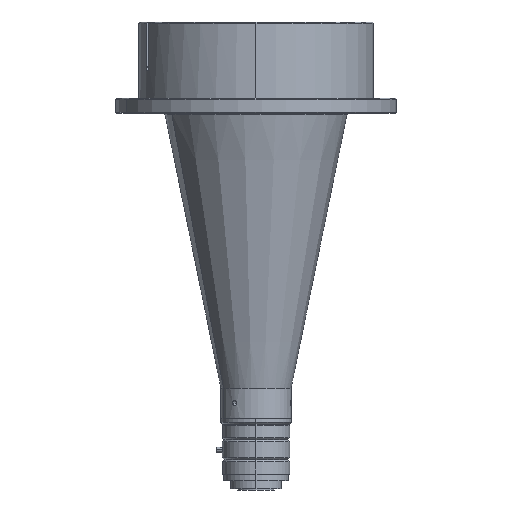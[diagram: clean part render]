
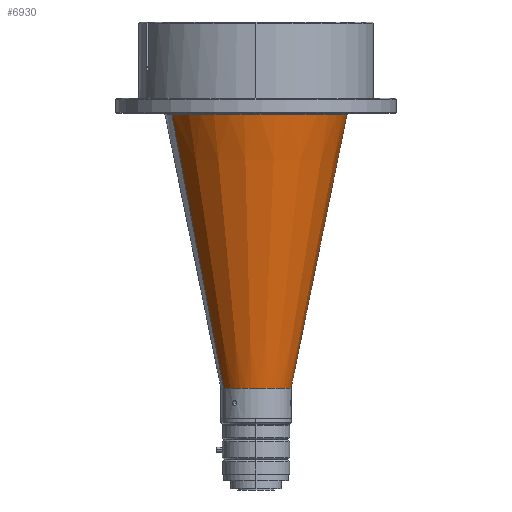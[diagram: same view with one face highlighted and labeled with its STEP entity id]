
A CAD part, left-side view. The second image highlights one B-rep face of the part: STEP entity #6930.
In plain terms, the highlighted conical face has half-angle 11.551 degrees and reference radius 17.5 mm.
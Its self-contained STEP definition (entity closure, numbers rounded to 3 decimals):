
#417 = VERTEX_POINT ( 'NONE', #6236 ) ;
#704 = CARTESIAN_POINT ( 'NONE',  ( 6.697, -16.168, 41.01 ) ) ;
#885 = CARTESIAN_POINT ( 'NONE',  ( 0., 0., 41.01 ) ) ;
#1611 = CONICAL_SURFACE ( 'NONE', #5520, 17.5, 0.202 ) ;
#1689 = DIRECTION ( 'NONE',  ( 0.383, -0.924, 0. ) ) ;
#1901 = VECTOR ( 'NONE', #5309, 1000. ) ;
#2012 = CARTESIAN_POINT ( 'NONE',  ( 6.697, -16.168, 41.01 ) ) ;
#2166 = EDGE_LOOP ( 'NONE', ( #2440, #2201, #6748, #6896 ) ) ;
#2201 = ORIENTED_EDGE ( 'NONE', *, *, #7107, .T. ) ;
#2440 = ORIENTED_EDGE ( 'NONE', *, *, #4389, .F. ) ;
#2676 = VERTEX_POINT ( 'NONE', #704 ) ;
#2817 = AXIS2_PLACEMENT_3D ( 'NONE', #7798, #3087, #8624 ) ;
#3087 = DIRECTION ( 'NONE',  ( 0., 0., -1. ) ) ;
#3716 = FACE_OUTER_BOUND ( 'NONE', #2166, .T. ) ;
#3994 = LINE ( 'NONE', #7636, #1901 ) ;
#4389 = EDGE_CURVE ( 'NONE', #7125, #417, #3994, .T. ) ;
#4737 = VECTOR ( 'NONE', #9952, 1000. ) ;
#4801 = AXIS2_PLACEMENT_3D ( 'NONE', #885, #6403, #1689 ) ;
#5290 = CIRCLE ( 'NONE', #2817, 45.418 ) ;
#5309 = DIRECTION ( 'NONE',  ( -0.077, 0.185, 0.98 ) ) ;
#5327 = DIRECTION ( 'NONE',  ( 0., 0., 1. ) ) ;
#5520 = AXIS2_PLACEMENT_3D ( 'NONE', #6123, #5327, #6913 ) ;
#5640 = EDGE_CURVE ( 'NONE', #2676, #7831, #8452, .T. ) ;
#6123 = CARTESIAN_POINT ( 'NONE',  ( 0., 0., 41.01 ) ) ;
#6236 = CARTESIAN_POINT ( 'NONE',  ( -17.381, 41.961, 177.614 ) ) ;
#6403 = DIRECTION ( 'NONE',  ( 0., 0., 1. ) ) ;
#6405 = CIRCLE ( 'NONE', #4801, 17.5 ) ;
#6748 = ORIENTED_EDGE ( 'NONE', *, *, #5640, .T. ) ;
#6896 = ORIENTED_EDGE ( 'NONE', *, *, #7501, .T. ) ;
#6913 = DIRECTION ( 'NONE',  ( 0.383, -0.924, 0. ) ) ;
#6930 = ADVANCED_FACE ( 'NONE', ( #3716 ), #1611, .T. ) ;
#7107 = EDGE_CURVE ( 'NONE', #7125, #2676, #6405, .T. ) ;
#7125 = VERTEX_POINT ( 'NONE', #8824 ) ;
#7290 = CARTESIAN_POINT ( 'NONE',  ( 17.381, -41.961, 177.614 ) ) ;
#7501 = EDGE_CURVE ( 'NONE', #7831, #417, #5290, .T. ) ;
#7636 = CARTESIAN_POINT ( 'NONE',  ( -6.697, 16.168, 41.01 ) ) ;
#7798 = CARTESIAN_POINT ( 'NONE',  ( 0., 0., 177.614 ) ) ;
#7831 = VERTEX_POINT ( 'NONE', #7290 ) ;
#8452 = LINE ( 'NONE', #2012, #4737 ) ;
#8624 = DIRECTION ( 'NONE',  ( 0.383, -0.924, 0. ) ) ;
#8824 = CARTESIAN_POINT ( 'NONE',  ( -6.697, 16.168, 41.01 ) ) ;
#9952 = DIRECTION ( 'NONE',  ( 0.077, -0.185, 0.98 ) ) ;
